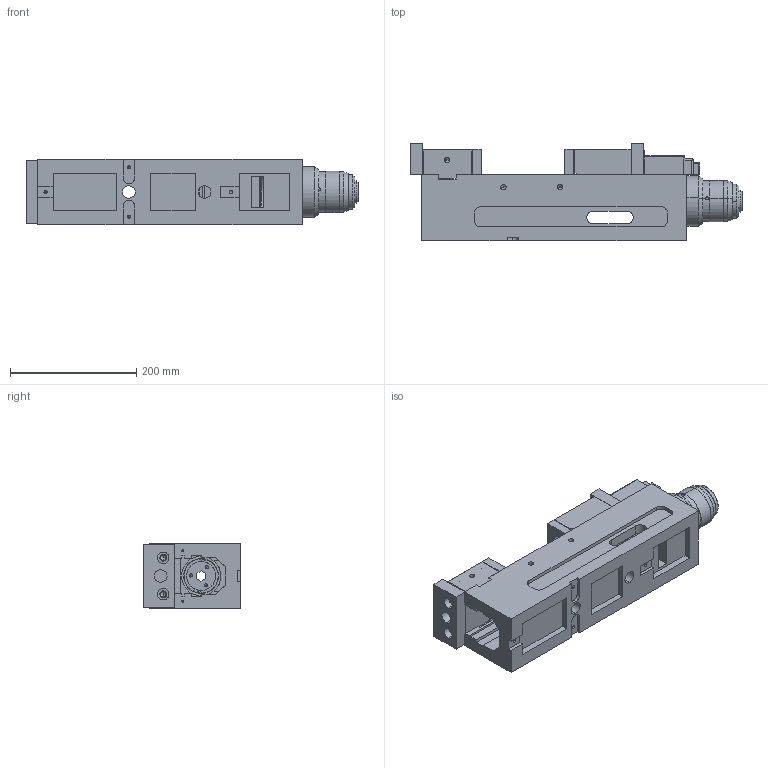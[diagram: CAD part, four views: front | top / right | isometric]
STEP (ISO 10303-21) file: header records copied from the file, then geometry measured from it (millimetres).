
FILE_DESCRIPTION (( 'STEP AP203' ), '1' );
FILE_NAME ('HPAQ-100.STEP', '2018-02-26T04:00:51', ( 'WinXP' ), ( 'MyPC' ), 'SwSTEP 2.0', 'SolidWorks 2010', '' );
FILE_SCHEMA (( 'CONFIG_CONTROL_DESIGN' ));
Length unit declared in the file: millimetre
Products named in the file (12): HPAQ-100-02-01_Default; HPAQ-100前額_Default; 複製-HPAQ160S調壓環蓋子一般鐵管_Default; HPAC-100S-05AA; HPAQ-100; HPAQ-100本台_Default; HPAQ100滑塊-高度修改為40_Default; HPAQ-100-02-2孔虎口板_Default; 遮彈簧用的鐵環_Default; 複製-HPAQ-160S-4-2板手孔_Default; HPAC-100S-05B; HPAC-100S-05C
Assembly tree (13 placements, depth 2):
  HPAQ-100
    HPAQ-100-02-01_Default  x2
    複製-HPAQ-160S-4-2板手孔_Default
    遮彈簧用的鐵環_Default
    HPAQ-100-02-2孔虎口板_Default  x2
    HPAQ-100本台_Default
    HPAQ-100前額_Default
    HPAC-100S-05B
    HPAC-100S-05C
    HPAQ100滑塊-高度修改為40_Default
    複製-HPAQ160S調壓環蓋子一般鐵管_Default
    HPAC-100S-05AA
Bounding box: 526.21 x 155 x 104 mm (x, y, z)
Volume: 3333906.9 mm3; surface area: 564835.6 mm2
Topology: 13 solids, 13 shells, 670 faces, 1680 edges, 1029 vertices
Faces by surface type: plane 379, cylinder 229, cone 60, bspline 2
Entity records: 20798 total; most frequent: CARTESIAN_POINT 4177, DIRECTION 3234, ORIENTED_EDGE 3112, EDGE_CURVE 1556, AXIS2_PLACEMENT_3D 1088, VECTOR 1058, LINE 1058, VERTEX_POINT 973
